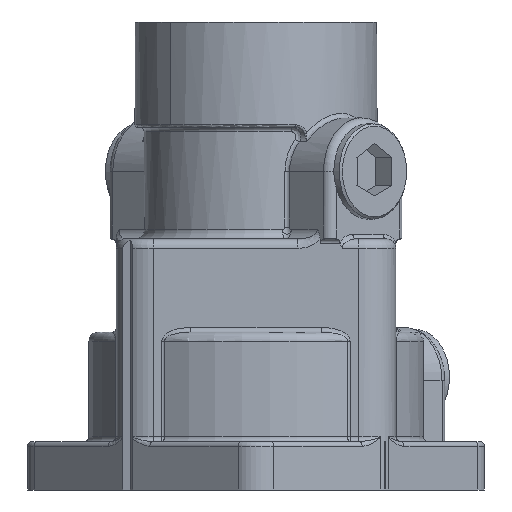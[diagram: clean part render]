
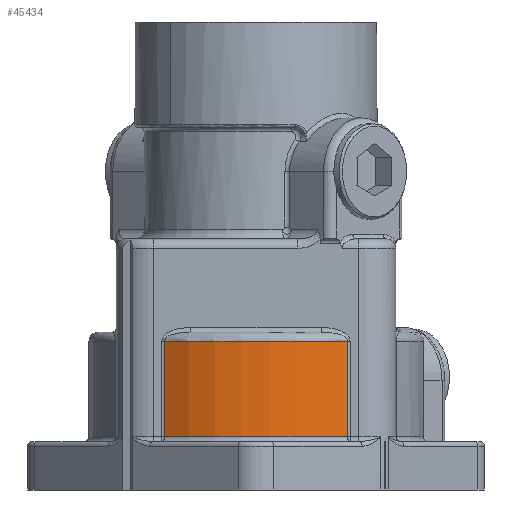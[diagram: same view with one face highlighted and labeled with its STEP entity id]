
A CAD part, left-side view. The second image highlights one B-rep face of the part: STEP entity #45434.
In plain terms, the highlighted cylindrical face has radius 57.15 mm (diameter 114.3 mm), a partial arc.
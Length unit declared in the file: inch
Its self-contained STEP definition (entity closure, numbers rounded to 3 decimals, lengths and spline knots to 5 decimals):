
#12988=CARTESIAN_POINT('',(0.,0.,0.8055));
#12989=DIRECTION('',(0.,0.,1.));
#12990=DIRECTION('',(-0.838,0.546,0.));
#12991=AXIS2_PLACEMENT_3D('',#12988,#12989,#12990);
#13017=DIRECTION('',(0.,0.,-1.));
#13018=VECTOR('',#13017,1.28125);
#13019=CARTESIAN_POINT('',(-1.88513,1.22832,
2.08675));
#13020=LINE('',#13019,#13018);
#13140=CARTESIAN_POINT('',(-1.88513,-1.22832,
2.08675));
#13169=DIRECTION('',(0.,0.,1.));
#13170=VECTOR('',#13169,1.28125);
#13171=CARTESIAN_POINT('',(-1.88514,-1.22832,0.8055));
#13172=LINE('',#13171,#13170);
#13187=CARTESIAN_POINT('',(0.,0.,2.08675));
#13188=DIRECTION('',(0.,0.,1.));
#13189=DIRECTION('',(-0.838,0.546,0.));
#13190=AXIS2_PLACEMENT_3D('',#13187,#13188,#13189);
#35386=CARTESIAN_POINT('',(-1.88513,1.22832,
2.08675));
#35387=CARTESIAN_POINT('',(-1.88514,1.22832,0.8055));
#35388=VERTEX_POINT('',#35386);
#35389=VERTEX_POINT('',#35387);
#35397=VERTEX_POINT('',#13140);
#35398=CARTESIAN_POINT('',(-1.88514,-1.22832,0.8055));
#35399=VERTEX_POINT('',#35398);
#45420=CARTESIAN_POINT('',(0.,0.,-0.03825));
#45421=DIRECTION('',(0.,0.,1.));
#45422=DIRECTION('',(-0.707,-0.707,0.));
#45423=AXIS2_PLACEMENT_3D('',#45420,#45421,#45422);
#45424=CYLINDRICAL_SURFACE('',#45423,2.25);
#45426=ORIENTED_EDGE('',*,*,#45425,.F.);
#45428=ORIENTED_EDGE('',*,*,#45427,.T.);
#45430=ORIENTED_EDGE('',*,*,#45429,.F.);
#45431=ORIENTED_EDGE('',*,*,#45411,.F.);
#45432=EDGE_LOOP('',(#45426,#45428,#45430,#45431));
#45433=FACE_OUTER_BOUND('',#45432,.F.);
#45434=ADVANCED_FACE('',(#45433),#45424,.T.);
#12992=CIRCLE('',#12991,2.25);
#13191=CIRCLE('',#13190,2.25);
#45411=EDGE_CURVE('',#35389,#35399,#12992,.T.);
#45425=EDGE_CURVE('',#35388,#35389,#13020,.T.);
#45427=EDGE_CURVE('',#35388,#35397,#13191,.T.);
#45429=EDGE_CURVE('',#35399,#35397,#13172,.T.);
